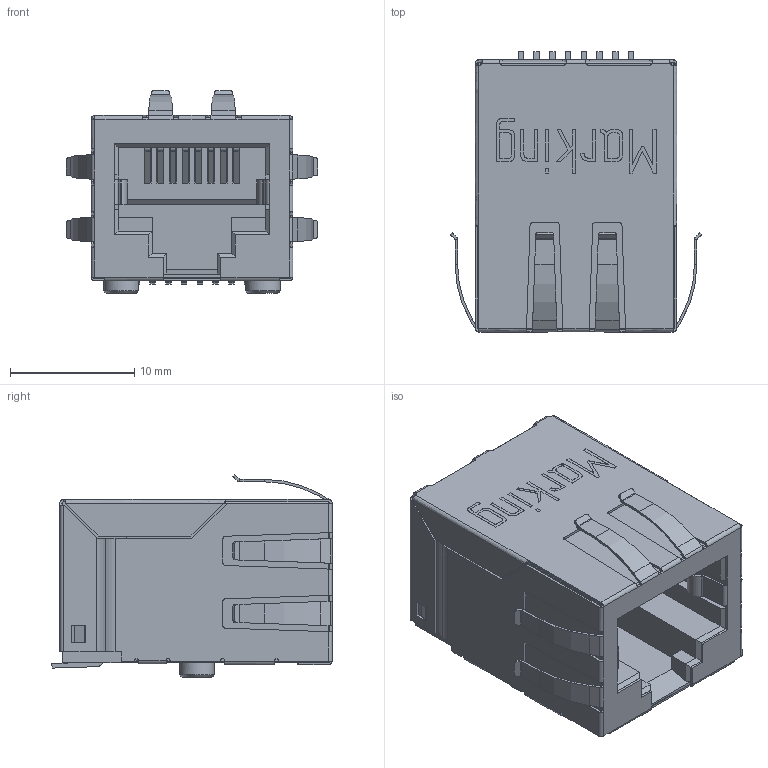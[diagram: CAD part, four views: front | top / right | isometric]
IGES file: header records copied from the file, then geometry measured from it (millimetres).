
Start section: C
Global section: file name: 7498011008.igs; native system: By Siemens PLM Incorporated; preprocessor: XPlus GENERIC/IGES 17.0.49; author: Author; organization: Title; date: 20151120.075754; units: millimetre
Bounding box: 20.26 x 22.59 x 16.35 mm (x, y, z)
Volume: 3475.1 mm3; surface area: 5067.7 mm2
Topology: 2 solids, 2 shells, 803 faces, 2084 edges, 1292 vertices
Faces by surface type: bspline 803
